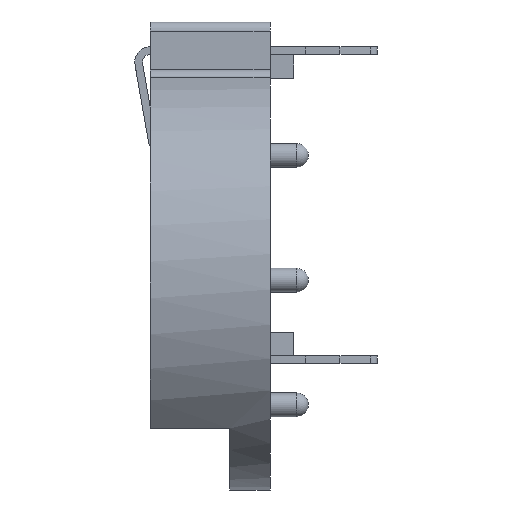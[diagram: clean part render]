
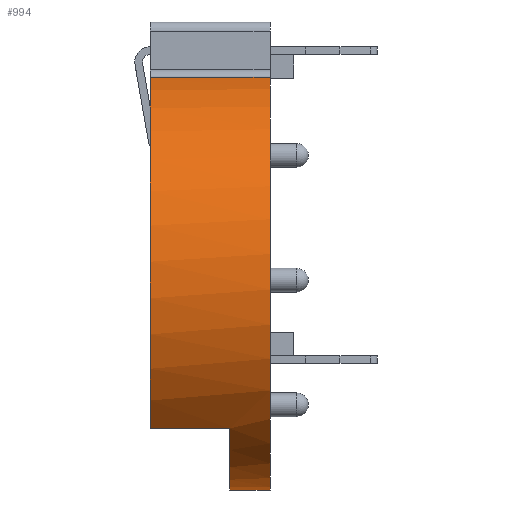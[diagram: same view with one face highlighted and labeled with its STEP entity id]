
A CAD part, left-side view. The second image highlights one B-rep face of the part: STEP entity #994.
In plain terms, the highlighted cylindrical face has radius 13.881 mm (diameter 27.762 mm), a partial arc.
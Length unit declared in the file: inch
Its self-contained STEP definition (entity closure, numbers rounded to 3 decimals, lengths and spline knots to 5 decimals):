
#535 = ORIENTED_EDGE ( 'NONE', *, *, #1014, .F. ) ;
#679 = EDGE_CURVE ( 'NONE', #683, #1018, #3472, .T. ) ;
#682 = ORIENTED_EDGE ( 'NONE', *, *, #684, .T. ) ;
#683 = VERTEX_POINT ( 'NONE', #3440 ) ;
#684 = EDGE_CURVE ( 'NONE', #683, #1013, #3464, .T. ) ;
#974 = EDGE_LOOP ( 'NONE', ( #535, #1016, #1011, #1004, #997, #682 ) ) ;
#994 = ADVANCED_FACE ( 'NONE', ( #4194 ), #4193, .T. ) ;
#997 = ORIENTED_EDGE ( 'NONE', *, *, #679, .F. ) ;
#1004 = ORIENTED_EDGE ( 'NONE', *, *, #1012, .F. ) ;
#1009 = EDGE_CURVE ( 'NONE', #1010, #1015, #4229, .T. ) ;
#1010 = VERTEX_POINT ( 'NONE', #4224 ) ;
#1011 = ORIENTED_EDGE ( 'NONE', *, *, #1009, .T. ) ;
#1012 = EDGE_CURVE ( 'NONE', #1018, #1015, #4223, .T. ) ;
#1013 = VERTEX_POINT ( 'NONE', #4219 ) ;
#1014 = EDGE_CURVE ( 'NONE', #1017, #1013, #4218, .T. ) ;
#1015 = VERTEX_POINT ( 'NONE', #4274 ) ;
#1016 = ORIENTED_EDGE ( 'NONE', *, *, #1019, .T. ) ;
#1017 = VERTEX_POINT ( 'NONE', #4273 ) ;
#1018 = VERTEX_POINT ( 'NONE', #4272 ) ;
#1019 = EDGE_CURVE ( 'NONE', #1017, #1010, #4271, .T. ) ;
#3440 = CARTESIAN_POINT ( 'NONE',  ( -0.38643, 0.312, -0.38643 ) ) ;
#3461 = DIRECTION ( 'NONE',  ( 0., -1., 0. ) ) ;
#3462 = VECTOR ( 'NONE', #3461, 39.37008 ) ;
#3463 = CARTESIAN_POINT ( 'NONE',  ( -0.38643, 0.312, -0.38643 ) ) ;
#3464 = LINE ( 'NONE', #3463, #3462 ) ;
#3468 = DIRECTION ( 'NONE',  ( 0., 0., 1. ) ) ;
#3469 = DIRECTION ( 'NONE',  ( 0., 1., 0. ) ) ;
#3470 = CARTESIAN_POINT ( 'NONE',  ( 0., 0.312, 0. ) ) ;
#3471 = AXIS2_PLACEMENT_3D ( 'NONE', #3470, #3469, #3468 ) ;
#3472 = CIRCLE ( 'NONE', #3471, 0.5465 ) ;
#4188 = DIRECTION ( 'NONE',  ( 0., 0., -1. ) ) ;
#4189 = DIRECTION ( 'NONE',  ( 0., -1., 0. ) ) ;
#4190 = AXIS2_PLACEMENT_3D ( 'NONE', #4192, #4189, #4188 ) ;
#4192 = CARTESIAN_POINT ( 'NONE',  ( 0., 0.312, 0. ) ) ;
#4193 = CYLINDRICAL_SURFACE ( 'NONE', #4190, 0.5465 ) ;
#4194 = FACE_OUTER_BOUND ( 'NONE', #974, .T. ) ;
#4215 = DIRECTION ( 'NONE',  ( 0., 1., 0. ) ) ;
#4216 = CARTESIAN_POINT ( 'NONE',  ( 0., 0.105, 0. ) ) ;
#4217 = AXIS2_PLACEMENT_3D ( 'NONE', #4216, #4215, #4275 ) ;
#4218 = CIRCLE ( 'NONE', #4217, 0.5465 ) ;
#4219 = CARTESIAN_POINT ( 'NONE',  ( -0.38643, 0.105, -0.38643 ) ) ;
#4220 = DIRECTION ( 'NONE',  ( 0., -1., 0. ) ) ;
#4221 = VECTOR ( 'NONE', #4220, 39.37008 ) ;
#4222 = CARTESIAN_POINT ( 'NONE',  ( -0.13988, 0.312, 0.52829 ) ) ;
#4223 = LINE ( 'NONE', #4222, #4221 ) ;
#4224 = CARTESIAN_POINT ( 'NONE',  ( 0., 0., -0.5465 ) ) ;
#4225 = DIRECTION ( 'NONE',  ( 0., 0., 1. ) ) ;
#4226 = DIRECTION ( 'NONE',  ( 0., 1., 0. ) ) ;
#4227 = CARTESIAN_POINT ( 'NONE',  ( 0., 0., 0. ) ) ;
#4228 = AXIS2_PLACEMENT_3D ( 'NONE', #4227, #4226, #4225 ) ;
#4229 = CIRCLE ( 'NONE', #4228, 0.5465 ) ;
#4268 = DIRECTION ( 'NONE',  ( 0., -1., 0. ) ) ;
#4269 = VECTOR ( 'NONE', #4268, 39.37008 ) ;
#4270 = CARTESIAN_POINT ( 'NONE',  ( 0., 0.312, -0.5465 ) ) ;
#4271 = LINE ( 'NONE', #4270, #4269 ) ;
#4272 = CARTESIAN_POINT ( 'NONE',  ( -0.13988, 0.312, 0.52829 ) ) ;
#4273 = CARTESIAN_POINT ( 'NONE',  ( 0., 0.105, -0.5465 ) ) ;
#4274 = CARTESIAN_POINT ( 'NONE',  ( -0.13988, 0., 0.52829 ) ) ;
#4275 = DIRECTION ( 'NONE',  ( 0., 0., 1. ) ) ;
